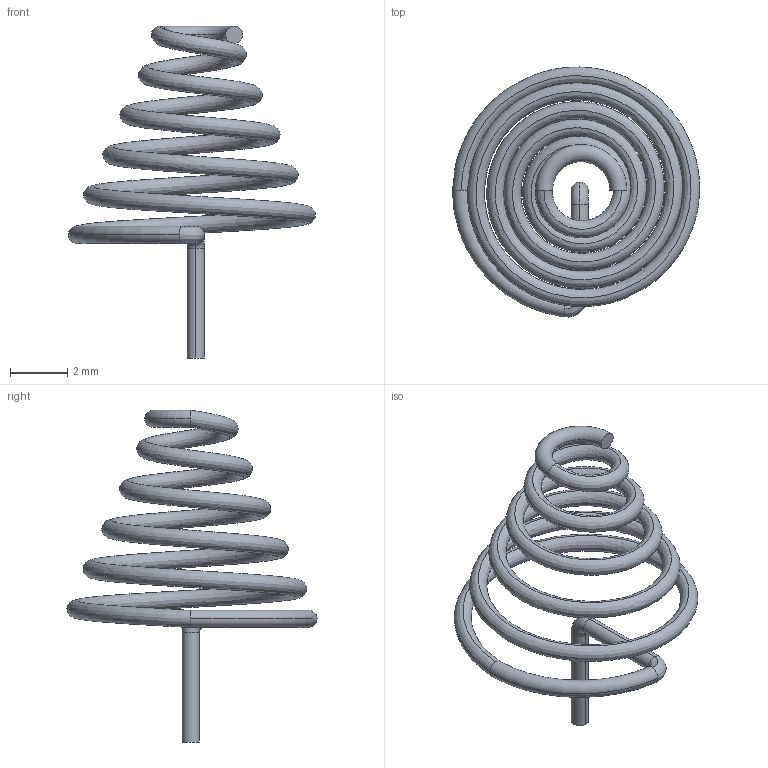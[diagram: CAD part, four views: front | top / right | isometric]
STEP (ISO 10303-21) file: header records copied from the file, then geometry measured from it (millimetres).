
FILE_DESCRIPTION (( 'STEP AP214' ), '1' );
FILE_NAME ('240.STEP', '2016-04-05T18:07:30', ( '' ), ( '' ), 'SwSTEP 2.0', 'SolidWorks 2013', '' );
FILE_SCHEMA (( 'AUTOMOTIVE_DESIGN' ));
Length unit declared in the file: millimetre
Products named in the file (1): 240
Bounding box: 8.64 x 8.74 x 11.6 mm (x, y, z)
Volume: 28.5 mm3; surface area: 192.5 mm2
Topology: 1 solids, 1 shells, 16 faces, 37 edges, 24 vertices
Faces by surface type: torus 6, bspline 6, cylinder 2, plane 2
Entity records: 2551 total; most frequent: CARTESIAN_POINT 2164, DIRECTION 78, ORIENTED_EDGE 72, AXIS2_PLACEMENT_3D 38, EDGE_CURVE 36, CIRCLE 26, VERTEX_POINT 22, FACE_OUTER_BOUND 16
